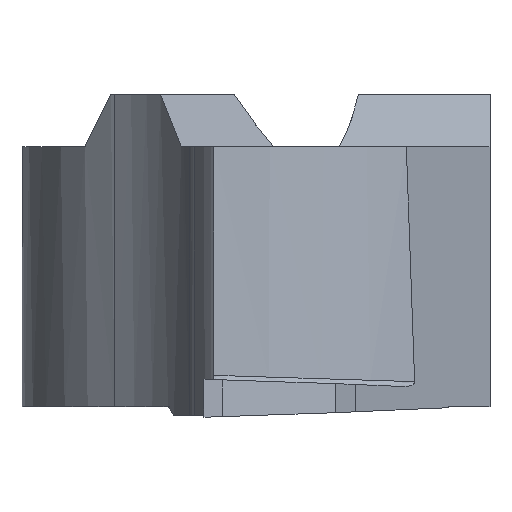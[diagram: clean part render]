
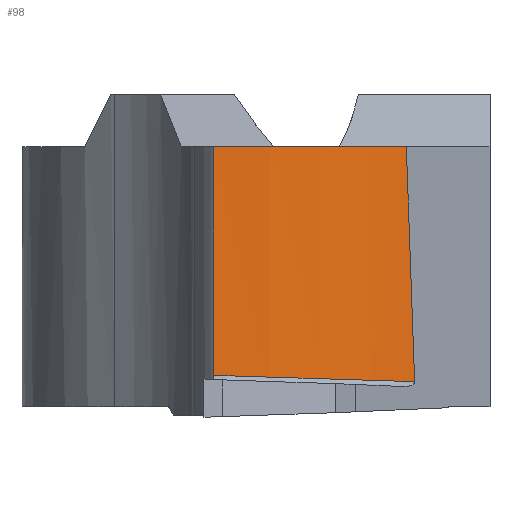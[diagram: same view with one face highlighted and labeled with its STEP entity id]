
A CAD part, left-side view. The second image highlights one B-rep face of the part: STEP entity #98.
In plain terms, the highlighted free-form (B-spline) face has degree [1, 3] with [2, 4] control points.
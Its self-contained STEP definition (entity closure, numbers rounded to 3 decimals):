
#65=(
BOUNDED_SURFACE()
B_SPLINE_SURFACE(1,3,((#1470,#1471,#1472,#1473),(#1474,#1475,#1476,#1477)),
 .UNSPECIFIED.,.F.,.F.,.F.)
B_SPLINE_SURFACE_WITH_KNOTS((2,2),(4,4),(0.,1.),(0.,1.),.UNSPECIFIED.)
GEOMETRIC_REPRESENTATION_ITEM()
RATIONAL_B_SPLINE_SURFACE(((1.,0.964,0.964,1.),
(1.,0.964,0.964,1.)))
REPRESENTATION_ITEM('')
SURFACE()
);
#98=ADVANCED_FACE('',(#153),#65,.F.);
#153=FACE_OUTER_BOUND('',#200,.T.);
#200=EDGE_LOOP('',(#441,#442,#443,#444));
#257=CIRCLE('',#952,6.598);
#441=ORIENTED_EDGE('',*,*,#757,.F.);
#442=ORIENTED_EDGE('',*,*,#758,.F.);
#443=ORIENTED_EDGE('',*,*,#759,.T.);
#444=ORIENTED_EDGE('',*,*,#755,.F.);
#656=VERTEX_POINT('',#1425);
#657=VERTEX_POINT('',#1436);
#658=VERTEX_POINT('',#1455);
#659=VERTEX_POINT('',#1457);
#755=EDGE_CURVE('',#656,#657,#840,.T.);
#757=EDGE_CURVE('',#658,#656,#841,.T.);
#758=EDGE_CURVE('',#659,#658,#257,.T.);
#759=EDGE_CURVE('',#659,#657,#842,.T.);
#840=B_SPLINE_CURVE_WITH_KNOTS('',3,(#1426,#1427,#1428,#1429,#1430,#1431,
#1432,#1433,#1434,#1435),.UNSPECIFIED.,.F.,.F.,(4,3,3,4),(0.,0.275,
0.547,1.),.UNSPECIFIED.);
#841=B_SPLINE_CURVE_WITH_KNOTS('',3,(#1439,#1440,#1441,#1442,#1443,#1444,
#1445,#1446,#1447,#1448,#1449,#1450,#1451,#1452,#1453,#1454),
 .UNSPECIFIED.,.F.,.F.,(4,2,2,2,2,2,2,4),(0.,0.142,0.284,
0.427,0.569,0.711,0.853,
1.),.UNSPECIFIED.);
#842=B_SPLINE_CURVE_WITH_KNOTS('',3,(#1458,#1459,#1460,#1461,#1462,#1463,
#1464,#1465,#1466,#1467,#1468,#1469),.UNSPECIFIED.,.F.,.F.,(4,2,2,2,2,4),
(0.,0.182,0.364,0.546,0.728,
1.),.UNSPECIFIED.);
#952=AXIS2_PLACEMENT_3D('',#1456,#1105,#1106);
#1105=DIRECTION('',(0.,0.031,-1.));
#1106=DIRECTION('',(0.,1.,0.031));
#1425=CARTESIAN_POINT('',(-7.39,0.812,0.));
#1426=CARTESIAN_POINT('',(-7.39,0.812,0.));
#1427=CARTESIAN_POINT('',(-7.368,0.444,0.));
#1428=CARTESIAN_POINT('',(-7.315,0.076,0.));
#1429=CARTESIAN_POINT('',(-7.232,-0.283,0.));
#1430=CARTESIAN_POINT('',(-7.15,-0.639,0.));
#1431=CARTESIAN_POINT('',(-7.038,-0.989,0.));
#1432=CARTESIAN_POINT('',(-6.898,-1.326,0.));
#1433=CARTESIAN_POINT('',(-6.666,-1.885,0.));
#1434=CARTESIAN_POINT('',(-6.353,-2.416,0.));
#1435=CARTESIAN_POINT('',(-5.978,-2.891,0.));
#1436=CARTESIAN_POINT('',(-5.978,-2.891,0.));
#1439=CARTESIAN_POINT('',(-7.386,0.812,-4.395));
#1440=CARTESIAN_POINT('',(-7.386,0.812,-4.187));
#1441=CARTESIAN_POINT('',(-7.387,0.812,-3.978));
#1442=CARTESIAN_POINT('',(-7.387,0.812,-3.562));
#1443=CARTESIAN_POINT('',(-7.387,0.812,-3.353));
#1444=CARTESIAN_POINT('',(-7.388,0.812,-2.937));
#1445=CARTESIAN_POINT('',(-7.388,0.812,-2.728));
#1446=CARTESIAN_POINT('',(-7.388,0.812,-2.312));
#1447=CARTESIAN_POINT('',(-7.388,0.812,-2.103));
#1448=CARTESIAN_POINT('',(-7.389,0.812,-1.687));
#1449=CARTESIAN_POINT('',(-7.389,0.812,-1.478));
#1450=CARTESIAN_POINT('',(-7.389,0.812,-1.062));
#1451=CARTESIAN_POINT('',(-7.389,0.812,-0.853));
#1452=CARTESIAN_POINT('',(-7.39,0.812,-0.43));
#1453=CARTESIAN_POINT('',(-7.39,0.812,-0.215));
#1454=CARTESIAN_POINT('',(-7.39,0.812,0.));
#1455=CARTESIAN_POINT('',(-7.386,0.812,-4.395));
#1456=CARTESIAN_POINT('',(-0.81,1.341,-4.378));
#1457=CARTESIAN_POINT('',(-5.732,-3.05,-4.516));
#1458=CARTESIAN_POINT('',(-5.732,-3.05,-4.516));
#1459=CARTESIAN_POINT('',(-5.749,-3.039,-4.243));
#1460=CARTESIAN_POINT('',(-5.765,-3.029,-3.969));
#1461=CARTESIAN_POINT('',(-5.798,-3.008,-3.421));
#1462=CARTESIAN_POINT('',(-5.813,-2.998,-3.147));
#1463=CARTESIAN_POINT('',(-5.844,-2.978,-2.599));
#1464=CARTESIAN_POINT('',(-5.859,-2.968,-2.325));
#1465=CARTESIAN_POINT('',(-5.888,-2.949,-1.777));
#1466=CARTESIAN_POINT('',(-5.903,-2.94,-1.503));
#1467=CARTESIAN_POINT('',(-5.938,-2.917,-0.819));
#1468=CARTESIAN_POINT('',(-5.958,-2.904,-0.41));
#1469=CARTESIAN_POINT('',(-5.978,-2.891,0.));
#1470=CARTESIAN_POINT('',(-5.805,-3.101,0.02));
#1471=CARTESIAN_POINT('',(-6.763,-1.989,0.055));
#1472=CARTESIAN_POINT('',(-7.311,-0.628,0.098));
#1473=CARTESIAN_POINT('',(-7.392,0.837,0.144));
#1474=CARTESIAN_POINT('',(-5.715,-3.07,-4.517));
#1475=CARTESIAN_POINT('',(-6.698,-1.977,-4.483));
#1476=CARTESIAN_POINT('',(-7.276,-0.627,-4.44));
#1477=CARTESIAN_POINT('',(-7.388,0.837,-4.394));
